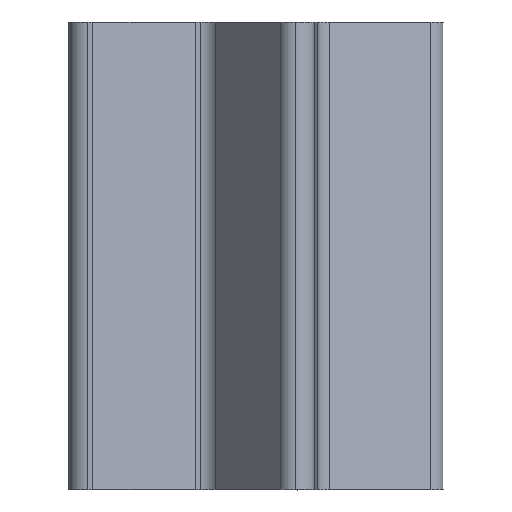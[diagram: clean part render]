
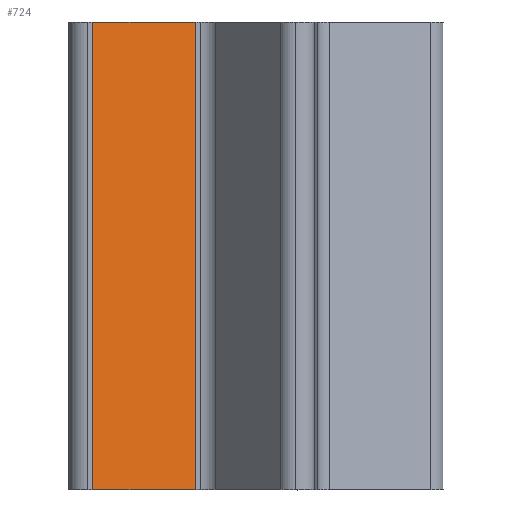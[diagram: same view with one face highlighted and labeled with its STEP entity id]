
A CAD part, top view. The second image highlights one B-rep face of the part: STEP entity #724.
In plain terms, the highlighted planar face has unit normal (0.285, 0, 0.959).
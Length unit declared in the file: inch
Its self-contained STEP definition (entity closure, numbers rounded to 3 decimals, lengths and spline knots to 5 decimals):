
#3 = LINE ( 'NONE', #412, #826 ) ;
#6 = EDGE_CURVE ( 'NONE', #772, #383, #295, .T. ) ;
#31 = VERTEX_POINT ( 'NONE', #381 ) ;
#38 = CARTESIAN_POINT ( 'NONE',  ( -0.36397, 2.5, 0.51878 ) ) ;
#63 = DIRECTION ( 'NONE',  ( 0., -1., 0. ) ) ;
#64 = ORIENTED_EDGE ( 'NONE', *, *, #6, .T. ) ;
#179 = AXIS2_PLACEMENT_3D ( 'NONE', #698, #375, #450 ) ;
#197 = VECTOR ( 'NONE', #63, 39.37008 ) ;
#208 = VECTOR ( 'NONE', #487, 39.37008 ) ;
#257 = VERTEX_POINT ( 'NONE', #416 ) ;
#260 = CARTESIAN_POINT ( 'NONE',  ( -0.91432, 0., 0.68216 ) ) ;
#275 = DIRECTION ( 'NONE',  ( -0.959, 0., 0.285 ) ) ;
#282 = LINE ( 'NONE', #482, #208 ) ;
#295 = LINE ( 'NONE', #38, #544 ) ;
#308 = ORIENTED_EDGE ( 'NONE', *, *, #504, .T. ) ;
#365 = DIRECTION ( 'NONE',  ( 0., 1., 0. ) ) ;
#375 = DIRECTION ( 'NONE',  ( -0.285, 0., -0.959 ) ) ;
#378 = EDGE_LOOP ( 'NONE', ( #858, #308, #457, #64 ) ) ;
#381 = CARTESIAN_POINT ( 'NONE',  ( -0.91432, 0., 0.68216 ) ) ;
#383 = VERTEX_POINT ( 'NONE', #841 ) ;
#412 = CARTESIAN_POINT ( 'NONE',  ( 0.11206, 2.5, 0.37745 ) ) ;
#416 = CARTESIAN_POINT ( 'NONE',  ( -0.91432, 2.5, 0.68216 ) ) ;
#432 = CARTESIAN_POINT ( 'NONE',  ( -0.36397, 0., 0.51878 ) ) ;
#450 = DIRECTION ( 'NONE',  ( -0.959, 0., 0.285 ) ) ;
#457 = ORIENTED_EDGE ( 'NONE', *, *, #602, .F. ) ;
#482 = CARTESIAN_POINT ( 'NONE',  ( 0.11206, 0., 0.37745 ) ) ;
#487 = DIRECTION ( 'NONE',  ( -0.959, 0., 0.285 ) ) ;
#504 = EDGE_CURVE ( 'NONE', #257, #31, #667, .T. ) ;
#544 = VECTOR ( 'NONE', #365, 39.37008 ) ;
#551 = EDGE_CURVE ( 'NONE', #383, #257, #3, .T. ) ;
#602 = EDGE_CURVE ( 'NONE', #772, #31, #282, .T. ) ;
#667 = LINE ( 'NONE', #260, #197 ) ;
#698 = CARTESIAN_POINT ( 'NONE',  ( 0.11206, 0., 0.37745 ) ) ;
#724 = ADVANCED_FACE ( 'NONE', ( #774 ), #843, .F. ) ;
#772 = VERTEX_POINT ( 'NONE', #432 ) ;
#774 = FACE_OUTER_BOUND ( 'NONE', #378, .T. ) ;
#826 = VECTOR ( 'NONE', #275, 39.37008 ) ;
#841 = CARTESIAN_POINT ( 'NONE',  ( -0.36397, 2.5, 0.51878 ) ) ;
#843 = PLANE ( 'NONE',  #179 ) ;
#858 = ORIENTED_EDGE ( 'NONE', *, *, #551, .T. ) ;
